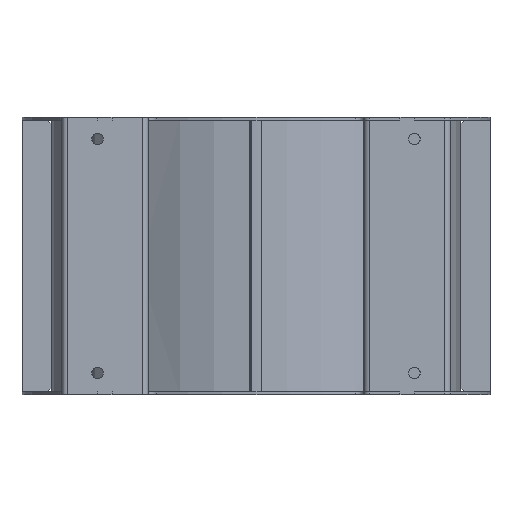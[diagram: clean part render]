
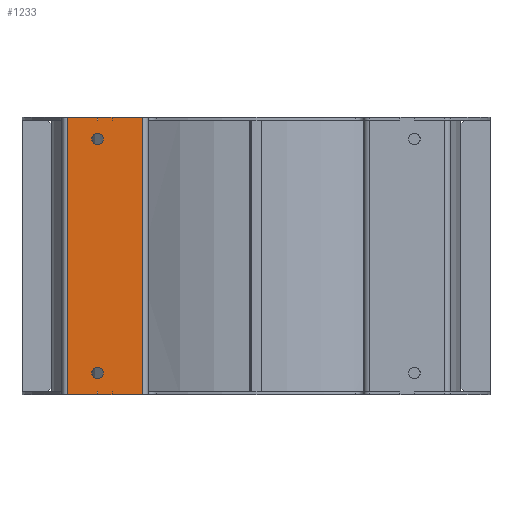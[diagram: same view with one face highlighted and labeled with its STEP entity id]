
A CAD part, front view. The second image highlights one B-rep face of the part: STEP entity #1233.
In plain terms, the highlighted planar face has unit normal (0, -1, 0).
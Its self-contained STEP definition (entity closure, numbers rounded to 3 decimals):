
#1233=ADVANCED_FACE('',(#10846,#10848,#10850),#10852,.T.);
#10846=FACE_BOUND('',#10847,.T.);
#10847=EDGE_LOOP('',(#19210,#19211,#19212,#19213,#19214,#19215,#19216,#19217,#19218,
#19219,#19220,#19221,#19222,#19223,#19224,#19225,#19226,#19227,#19228,#19229));
#10848=FACE_BOUND('',#10849,.T.);
#10849=EDGE_LOOP('',(#19230));
#10850=FACE_BOUND('',#10851,.T.);
#10851=EDGE_LOOP('',(#19231));
#10852=PLANE('',#10853);
#10853=AXIS2_PLACEMENT_3D('',#10854,#10855,#10856);
#10854=CARTESIAN_POINT('',(-220.,-335.,381.));
#10855=DIRECTION('',(0.,-1.,0.));
#10856=DIRECTION('',(1.,0.,0.));
#19210=ORIENTED_EDGE('',*,*,#24948,.F.);
#19211=ORIENTED_EDGE('',*,*,#24949,.T.);
#19212=ORIENTED_EDGE('',*,*,#24950,.F.);
#19213=ORIENTED_EDGE('',*,*,#24951,.F.);
#19214=ORIENTED_EDGE('',*,*,#24633,.T.);
#19215=ORIENTED_EDGE('',*,*,#24835,.T.);
#19216=ORIENTED_EDGE('',*,*,#24952,.T.);
#19217=ORIENTED_EDGE('',*,*,#24953,.T.);
#19218=ORIENTED_EDGE('',*,*,#24954,.F.);
#19219=ORIENTED_EDGE('',*,*,#24955,.F.);
#19220=ORIENTED_EDGE('',*,*,#24956,.T.);
#19221=ORIENTED_EDGE('',*,*,#24839,.T.);
#19222=ORIENTED_EDGE('',*,*,#24629,.T.);
#19223=ORIENTED_EDGE('',*,*,#24947,.T.);
#19224=ORIENTED_EDGE('',*,*,#24957,.F.);
#19225=ORIENTED_EDGE('',*,*,#24958,.T.);
#19226=ORIENTED_EDGE('',*,*,#24959,.F.);
#19227=ORIENTED_EDGE('',*,*,#24960,.T.);
#19228=ORIENTED_EDGE('',*,*,#24961,.F.);
#19229=ORIENTED_EDGE('',*,*,#24962,.F.);
#19230=ORIENTED_EDGE('',*,*,#24963,.T.);
#19231=ORIENTED_EDGE('',*,*,#24964,.T.);
#24629=EDGE_CURVE('',#27825,#27823,#27826,.T.);
#24633=EDGE_CURVE('',#27833,#27831,#27834,.T.);
#24835=EDGE_CURVE('',#27831,#28203,#28205,.F.);
#24839=EDGE_CURVE('',#28208,#27825,#28210,.F.);
#24947=EDGE_CURVE('',#27823,#28335,#28337,.T.);
#24948=EDGE_CURVE('',#28338,#28339,#28340,.T.);
#24949=EDGE_CURVE('',#28338,#28341,#28342,.F.);
#24950=EDGE_CURVE('',#28343,#28341,#28344,.T.);
#24951=EDGE_CURVE('',#27833,#28343,#28345,.T.);
#24952=EDGE_CURVE('',#28203,#28346,#28347,.T.);
#24953=EDGE_CURVE('',#28346,#28348,#28349,.T.);
#24954=EDGE_CURVE('',#28350,#28348,#28351,.T.);
#24955=EDGE_CURVE('',#28352,#28350,#28353,.T.);
#24956=EDGE_CURVE('',#28352,#28208,#28354,.T.);
#24957=EDGE_CURVE('',#28355,#28335,#28356,.T.);
#24958=EDGE_CURVE('',#28355,#28357,#28358,.F.);
#24959=EDGE_CURVE('',#28359,#28357,#28360,.T.);
#24960=EDGE_CURVE('',#28359,#28361,#28362,.T.);
#24961=EDGE_CURVE('',#28363,#28361,#28364,.T.);
#24962=EDGE_CURVE('',#28339,#28363,#28365,.T.);
#24963=EDGE_CURVE('',#28366,#28366,#28367,.T.);
#24964=EDGE_CURVE('',#28368,#28368,#28369,.T.);
#27823=VERTEX_POINT('',#33200);
#27825=VERTEX_POINT('',#33205);
#27826=LINE('',#33206,#33207);
#27831=VERTEX_POINT('',#33217);
#27833=VERTEX_POINT('',#33221);
#27834=LINE('',#33222,#33223);
#28203=VERTEX_POINT('',#34039);
#28205=LINE('',#34043,#34044);
#28208=VERTEX_POINT('',#34052);
#28210=LINE('',#34056,#34057);
#28335=VERTEX_POINT('',#34396);
#28337=LINE('',#34401,#34402);
#28338=VERTEX_POINT('',#34404);
#28339=VERTEX_POINT('',#34405);
#28340=LINE('',#34406,#34407);
#28341=VERTEX_POINT('',#34409);
#28342=LINE('',#34410,#34411);
#28343=VERTEX_POINT('',#34413);
#28344=LINE('',#34414,#34415);
#28345=LINE('',#34417,#34418);
#28346=VERTEX_POINT('',#34420);
#28347=LINE('',#34421,#34422);
#28348=VERTEX_POINT('',#34424);
#28349=LINE('',#34425,#34426);
#28350=VERTEX_POINT('',#34428);
#28351=LINE('',#34429,#34430);
#28352=VERTEX_POINT('',#34432);
#28353=LINE('',#34433,#34434);
#28354=LINE('',#34436,#34437);
#28355=VERTEX_POINT('',#34439);
#28356=LINE('',#34440,#34441);
#28357=VERTEX_POINT('',#34443);
#28358=LINE('',#34444,#34445);
#28359=VERTEX_POINT('',#34447);
#28360=LINE('',#34448,#34449);
#28361=VERTEX_POINT('',#34451);
#28362=LINE('',#34452,#34453);
#28363=VERTEX_POINT('',#34455);
#28364=LINE('',#34456,#34457);
#28365=LINE('',#34459,#34460);
#28366=VERTEX_POINT('',#34462);
#28367=CIRCLE('',#34463,8.);
#28368=VERTEX_POINT('',#34467);
#28369=CIRCLE('',#34468,8.);
#33200=CARTESIAN_POINT('',(-158.,-335.,0.));
#33205=CARTESIAN_POINT('',(-199.8,-335.,0.));
#33206=CARTESIAN_POINT('',(-199.8,-335.,0.));
#33207=VECTOR('',#33208,1.);
#33208=DIRECTION('',(1.,0.,0.));
#33217=CARTESIAN_POINT('',(-220.2,-335.,0.));
#33221=CARTESIAN_POINT('',(-262.,-335.,0.));
#33222=CARTESIAN_POINT('',(-262.,-335.,0.));
#33223=VECTOR('',#33224,1.);
#33224=DIRECTION('',(1.,0.,0.));
#34039=CARTESIAN_POINT('',(-220.2,-335.,4.));
#34043=CARTESIAN_POINT('',(-220.2,-335.,4.));
#34044=VECTOR('',#34045,1.);
#34045=DIRECTION('',(0.,0.,-1.));
#34052=CARTESIAN_POINT('',(-199.8,-335.,4.));
#34056=CARTESIAN_POINT('',(-199.8,-335.,0.));
#34057=VECTOR('',#34058,1.);
#34058=DIRECTION('',(0.,0.,1.));
#34396=CARTESIAN_POINT('',(-158.,-335.,385.));
#34401=CARTESIAN_POINT('',(-158.,-335.,0.));
#34402=VECTOR('',#34403,1.);
#34403=DIRECTION('',(0.,0.,1.));
#34404=CARTESIAN_POINT('',(-220.2,-335.,381.));
#34405=CARTESIAN_POINT('',(-220.,-335.,381.));
#34406=CARTESIAN_POINT('',(-220.2,-335.,381.));
#34407=VECTOR('',#34408,1.);
#34408=DIRECTION('',(1.,0.,0.));
#34409=CARTESIAN_POINT('',(-220.2,-335.,385.));
#34410=CARTESIAN_POINT('',(-220.2,-335.,385.));
#34411=VECTOR('',#34412,1.);
#34412=DIRECTION('',(0.,0.,-1.));
#34413=CARTESIAN_POINT('',(-262.,-335.,385.));
#34414=CARTESIAN_POINT('',(-262.,-335.,385.));
#34415=VECTOR('',#34416,1.);
#34416=DIRECTION('',(1.,0.,0.));
#34417=CARTESIAN_POINT('',(-262.,-335.,0.));
#34418=VECTOR('',#34419,1.);
#34419=DIRECTION('',(0.,0.,1.));
#34420=CARTESIAN_POINT('',(-220.,-335.,4.));
#34421=CARTESIAN_POINT('',(-220.2,-335.,4.));
#34422=VECTOR('',#34423,1.);
#34423=DIRECTION('',(1.,0.,0.));
#34424=CARTESIAN_POINT('',(-220.,-335.,0.));
#34425=CARTESIAN_POINT('',(-220.,-335.,4.));
#34426=VECTOR('',#34427,1.);
#34427=DIRECTION('',(0.,0.,-1.));
#34428=CARTESIAN_POINT('',(-200.,-335.,0.));
#34429=CARTESIAN_POINT('',(-200.,-335.,0.));
#34430=VECTOR('',#34431,1.);
#34431=DIRECTION('',(-1.,0.,0.));
#34432=CARTESIAN_POINT('',(-200.,-335.,4.));
#34433=CARTESIAN_POINT('',(-200.,-335.,4.));
#34434=VECTOR('',#34435,1.);
#34435=DIRECTION('',(0.,0.,-1.));
#34436=CARTESIAN_POINT('',(-200.,-335.,4.));
#34437=VECTOR('',#34438,1.);
#34438=DIRECTION('',(1.,0.,0.));
#34439=CARTESIAN_POINT('',(-199.8,-335.,385.));
#34440=CARTESIAN_POINT('',(-199.8,-335.,385.));
#34441=VECTOR('',#34442,1.);
#34442=DIRECTION('',(1.,0.,0.));
#34443=CARTESIAN_POINT('',(-199.8,-335.,381.));
#34444=CARTESIAN_POINT('',(-199.8,-335.,381.));
#34445=VECTOR('',#34446,1.);
#34446=DIRECTION('',(0.,0.,1.));
#34447=CARTESIAN_POINT('',(-200.,-335.,381.));
#34448=CARTESIAN_POINT('',(-200.,-335.,381.));
#34449=VECTOR('',#34450,1.);
#34450=DIRECTION('',(1.,0.,0.));
#34451=CARTESIAN_POINT('',(-200.,-335.,385.));
#34452=CARTESIAN_POINT('',(-200.,-335.,381.));
#34453=VECTOR('',#34454,1.);
#34454=DIRECTION('',(0.,0.,1.));
#34455=CARTESIAN_POINT('',(-220.,-335.,385.));
#34456=CARTESIAN_POINT('',(-220.,-335.,385.));
#34457=VECTOR('',#34458,1.);
#34458=DIRECTION('',(1.,0.,0.));
#34459=CARTESIAN_POINT('',(-220.,-335.,381.));
#34460=VECTOR('',#34461,1.);
#34461=DIRECTION('',(0.,0.,1.));
#34462=CARTESIAN_POINT('',(-212.,-335.,355.));
#34463=AXIS2_PLACEMENT_3D('',#34464,#34465,#34466);
#34464=CARTESIAN_POINT('',(-220.,-335.,355.));
#34465=DIRECTION('',(-0.,1.,-0.));
#34466=DIRECTION('',(1.,0.,0.));
#34467=CARTESIAN_POINT('',(-212.,-335.,30.));
#34468=AXIS2_PLACEMENT_3D('',#34469,#34470,#34471);
#34469=CARTESIAN_POINT('',(-220.,-335.,30.));
#34470=DIRECTION('',(-0.,1.,-0.));
#34471=DIRECTION('',(1.,0.,0.));
